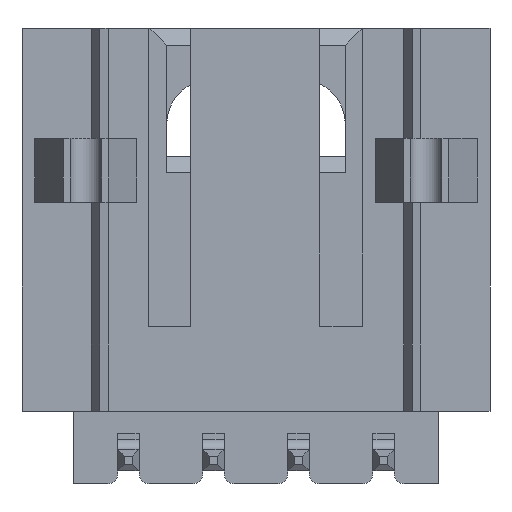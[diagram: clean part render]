
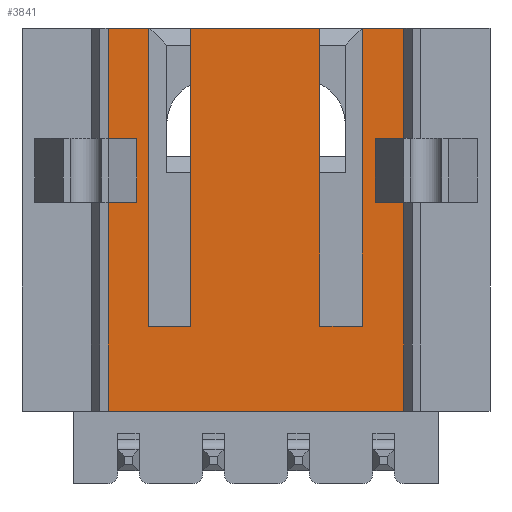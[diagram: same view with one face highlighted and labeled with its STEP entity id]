
A CAD part, front view. The second image highlights one B-rep face of the part: STEP entity #3841.
In plain terms, the highlighted planar face has unit normal (0, -1, 0).
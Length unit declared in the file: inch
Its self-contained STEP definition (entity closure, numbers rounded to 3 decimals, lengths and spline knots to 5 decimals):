
#113=DIRECTION('',(1.,0.,0.));
#114=VECTOR('',#113,0.01877);
#115=CARTESIAN_POINT('',(-0.17377,-0.1,0.02057));
#116=LINE('',#115,#114);
#117=DIRECTION('',(0.,0.,1.));
#118=VECTOR('',#117,0.075);
#119=CARTESIAN_POINT('',(-0.155,-0.1,0.02057));
#120=LINE('',#119,#118);
#121=DIRECTION('',(1.,0.,0.));
#122=VECTOR('',#121,0.01877);
#123=CARTESIAN_POINT('',(-0.17377,-0.1,0.09557));
#124=LINE('',#123,#122);
#125=DIRECTION('',(0.,0.,-1.));
#126=VECTOR('',#125,0.12943);
#127=CARTESIAN_POINT('',(-0.17377,-0.1,0.225));
#128=LINE('',#127,#126);
#129=DIRECTION('',(1.,0.,0.));
#130=VECTOR('',#129,0.04705);
#131=CARTESIAN_POINT('',(-0.17377,-0.1,0.225));
#132=LINE('',#131,#130);
#133=DIRECTION('',(0.,0.,-1.));
#134=VECTOR('',#133,0.35);
#135=CARTESIAN_POINT('',(-0.12672,-0.1,0.225));
#136=LINE('',#135,#134);
#137=DIRECTION('',(1.,0.,0.));
#138=VECTOR('',#137,0.05);
#139=CARTESIAN_POINT('',(-0.12672,-0.1,-0.125));
#140=LINE('',#139,#138);
#141=DIRECTION('',(0.,0.,-1.));
#142=VECTOR('',#141,0.35);
#143=CARTESIAN_POINT('',(-0.07672,-0.1,0.225));
#144=LINE('',#143,#142);
#145=DIRECTION('',(1.,0.,0.));
#146=VECTOR('',#145,0.15172);
#147=CARTESIAN_POINT('',(-0.07672,-0.1,0.225));
#148=LINE('',#147,#146);
#149=DIRECTION('',(0.,0.,-1.));
#150=VECTOR('',#149,0.35);
#151=CARTESIAN_POINT('',(0.075,-0.1,0.225));
#152=LINE('',#151,#150);
#153=DIRECTION('',(-1.,0.,0.));
#154=VECTOR('',#153,0.05);
#155=CARTESIAN_POINT('',(0.125,-0.1,-0.125));
#156=LINE('',#155,#154);
#157=DIRECTION('',(0.,0.,-1.));
#158=VECTOR('',#157,0.35);
#159=CARTESIAN_POINT('',(0.125,-0.1,0.225));
#160=LINE('',#159,#158);
#161=DIRECTION('',(1.,0.,0.));
#162=VECTOR('',#161,0.04877);
#163=CARTESIAN_POINT('',(0.125,-0.1,0.225));
#164=LINE('',#163,#162);
#165=DIRECTION('',(0.,0.,-1.));
#166=VECTOR('',#165,0.12943);
#167=CARTESIAN_POINT('',(0.17377,-0.1,0.225));
#168=LINE('',#167,#166);
#169=DIRECTION('',(1.,0.,0.));
#170=VECTOR('',#169,0.01877);
#171=CARTESIAN_POINT('',(0.155,-0.1,0.09557));
#172=LINE('',#171,#170);
#173=DIRECTION('',(0.,0.,1.));
#174=VECTOR('',#173,0.075);
#175=CARTESIAN_POINT('',(0.155,-0.1,0.02057));
#176=LINE('',#175,#174);
#177=DIRECTION('',(1.,0.,0.));
#178=VECTOR('',#177,0.01877);
#179=CARTESIAN_POINT('',(0.155,-0.1,0.02057));
#180=LINE('',#179,#178);
#181=DIRECTION('',(0.,0.,-1.));
#182=VECTOR('',#181,0.24557);
#183=CARTESIAN_POINT('',(0.17377,-0.1,0.02057));
#184=LINE('',#183,#182);
#185=DIRECTION('',(0.,0.,-1.));
#186=VECTOR('',#185,0.24557);
#187=CARTESIAN_POINT('',(-0.17377,-0.1,0.02057));
#188=LINE('',#187,#186);
#469=DIRECTION('',(1.,0.,0.));
#470=VECTOR('',#469,0.34754);
#471=CARTESIAN_POINT('',(-0.17377,-0.1,-0.225));
#472=LINE('',#471,#470);
#2841=CARTESIAN_POINT('',(0.125,-0.1,0.225));
#2843=VERTEX_POINT('',#2841);
#2845=CARTESIAN_POINT('',(0.075,-0.1,0.225));
#2847=VERTEX_POINT('',#2845);
#2849=CARTESIAN_POINT('',(0.125,-0.1,-0.125));
#2850=VERTEX_POINT('',#2849);
#2851=CARTESIAN_POINT('',(0.075,-0.1,-0.125));
#2852=VERTEX_POINT('',#2851);
#3051=CARTESIAN_POINT('',(-0.17377,-0.1,-0.225));
#3052=CARTESIAN_POINT('',(0.17377,-0.1,-0.225));
#3053=VERTEX_POINT('',#3051);
#3054=VERTEX_POINT('',#3052);
#3057=CARTESIAN_POINT('',(-0.17377,-0.1,0.225));
#3059=VERTEX_POINT('',#3057);
#3067=CARTESIAN_POINT('',(0.17377,-0.1,0.225));
#3068=VERTEX_POINT('',#3067);
#3193=CARTESIAN_POINT('',(-0.12672,-0.1,0.225));
#3195=VERTEX_POINT('',#3193);
#3197=CARTESIAN_POINT('',(-0.07672,-0.1,0.225));
#3199=VERTEX_POINT('',#3197);
#3201=CARTESIAN_POINT('',(-0.12672,-0.1,-0.125));
#3202=CARTESIAN_POINT('',(-0.07672,-0.1,-0.125));
#3203=VERTEX_POINT('',#3201);
#3204=VERTEX_POINT('',#3202);
#3357=CARTESIAN_POINT('',(-0.17377,-0.1,0.02057));
#3358=CARTESIAN_POINT('',(-0.155,-0.1,0.02057));
#3359=VERTEX_POINT('',#3357);
#3360=VERTEX_POINT('',#3358);
#3361=CARTESIAN_POINT('',(0.155,-0.1,0.02057));
#3362=CARTESIAN_POINT('',(0.17377,-0.1,0.02057));
#3363=VERTEX_POINT('',#3361);
#3364=VERTEX_POINT('',#3362);
#3373=CARTESIAN_POINT('',(-0.17377,-0.1,0.09557));
#3374=CARTESIAN_POINT('',(-0.155,-0.1,0.09557));
#3375=VERTEX_POINT('',#3373);
#3376=VERTEX_POINT('',#3374);
#3377=CARTESIAN_POINT('',(0.155,-0.1,0.09557));
#3378=CARTESIAN_POINT('',(0.17377,-0.1,0.09557));
#3379=VERTEX_POINT('',#3377);
#3380=VERTEX_POINT('',#3378);
#3798=CARTESIAN_POINT('',(-0.25015,-0.1,0.225));
#3799=DIRECTION('',(0.,-1.,0.));
#3800=DIRECTION('',(0.,0.,-1.));
#3801=AXIS2_PLACEMENT_3D('',#3798,#3799,#3800);
#3802=PLANE('',#3801);
#3804=ORIENTED_EDGE('',*,*,#3803,.T.);
#3806=ORIENTED_EDGE('',*,*,#3805,.T.);
#3808=ORIENTED_EDGE('',*,*,#3807,.F.);
#3810=ORIENTED_EDGE('',*,*,#3809,.F.);
#3811=ORIENTED_EDGE('',*,*,#3727,.T.);
#3813=ORIENTED_EDGE('',*,*,#3812,.T.);
#3815=ORIENTED_EDGE('',*,*,#3814,.T.);
#3816=ORIENTED_EDGE('',*,*,#3764,.F.);
#3817=ORIENTED_EDGE('',*,*,#3687,.T.);
#3819=ORIENTED_EDGE('',*,*,#3818,.T.);
#3821=ORIENTED_EDGE('',*,*,#3820,.F.);
#3823=ORIENTED_EDGE('',*,*,#3822,.F.);
#3824=ORIENTED_EDGE('',*,*,#3703,.T.);
#3826=ORIENTED_EDGE('',*,*,#3825,.T.);
#3828=ORIENTED_EDGE('',*,*,#3827,.F.);
#3830=ORIENTED_EDGE('',*,*,#3829,.F.);
#3832=ORIENTED_EDGE('',*,*,#3831,.T.);
#3834=ORIENTED_EDGE('',*,*,#3833,.T.);
#3836=ORIENTED_EDGE('',*,*,#3835,.F.);
#3838=ORIENTED_EDGE('',*,*,#3837,.F.);
#3839=EDGE_LOOP('',(#3804,#3806,#3808,#3810,#3811,#3813,#3815,#3816,#3817,#3819,
#3821,#3823,#3824,#3826,#3828,#3830,#3832,#3834,#3836,#3838));
#3840=FACE_OUTER_BOUND('',#3839,.F.);
#3841=ADVANCED_FACE('',(#3840),#3802,.T.);
#3687=EDGE_CURVE('',#3199,#2847,#148,.T.);
#3703=EDGE_CURVE('',#2843,#3068,#164,.T.);
#3727=EDGE_CURVE('',#3059,#3195,#132,.T.);
#3764=EDGE_CURVE('',#3199,#3204,#144,.T.);
#3803=EDGE_CURVE('',#3359,#3360,#116,.T.);
#3805=EDGE_CURVE('',#3360,#3376,#120,.T.);
#3807=EDGE_CURVE('',#3375,#3376,#124,.T.);
#3809=EDGE_CURVE('',#3059,#3375,#128,.T.);
#3812=EDGE_CURVE('',#3195,#3203,#136,.T.);
#3814=EDGE_CURVE('',#3203,#3204,#140,.T.);
#3818=EDGE_CURVE('',#2847,#2852,#152,.T.);
#3820=EDGE_CURVE('',#2850,#2852,#156,.T.);
#3822=EDGE_CURVE('',#2843,#2850,#160,.T.);
#3825=EDGE_CURVE('',#3068,#3380,#168,.T.);
#3827=EDGE_CURVE('',#3379,#3380,#172,.T.);
#3829=EDGE_CURVE('',#3363,#3379,#176,.T.);
#3831=EDGE_CURVE('',#3363,#3364,#180,.T.);
#3833=EDGE_CURVE('',#3364,#3054,#184,.T.);
#3835=EDGE_CURVE('',#3053,#3054,#472,.T.);
#3837=EDGE_CURVE('',#3359,#3053,#188,.T.);
